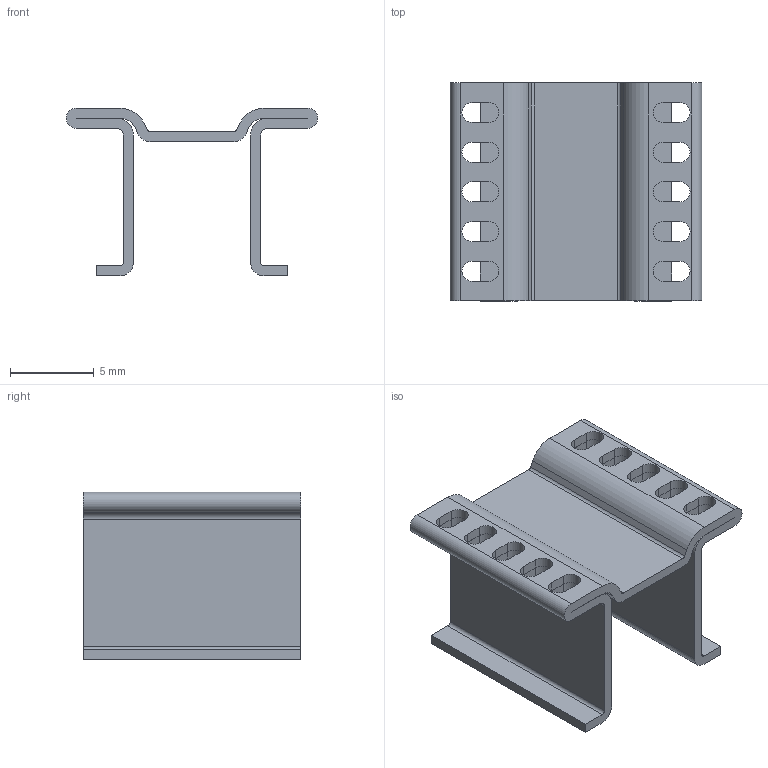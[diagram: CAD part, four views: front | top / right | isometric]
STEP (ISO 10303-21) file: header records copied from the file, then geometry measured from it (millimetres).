
FILE_DESCRIPTION((''),'2;1');
FILE_NAME('FK_251_10_LF_PAK.stp','2014-02-28T11:05:16',('lochen'),(''),'Autodesk Inventor 2012','Autodesk Inventor 2012','');
FILE_SCHEMA(('AUTOMOTIVE_DESIGN { 1 0 10303 214 1 1 1 1 }'));
Length unit declared in the file: millimetre
Products named in the file (1): FK_251_10_LF_PAK
Bounding box: 15 x 13 x 10 mm (x, y, z)
Volume: 311.6 mm3; surface area: 1175.7 mm2
Topology: 1 solids, 1 shells, 126 faces, 372 edges, 248 vertices
Faces by surface type: plane 66, cylinder 60
Entity records: 4349 total; most frequent: CARTESIAN_POINT 747, DIRECTION 746, ORIENTED_EDGE 744, EDGE_CURVE 372, VECTOR 252, LINE 252, VERTEX_POINT 248, AXIS2_PLACEMENT_3D 247
